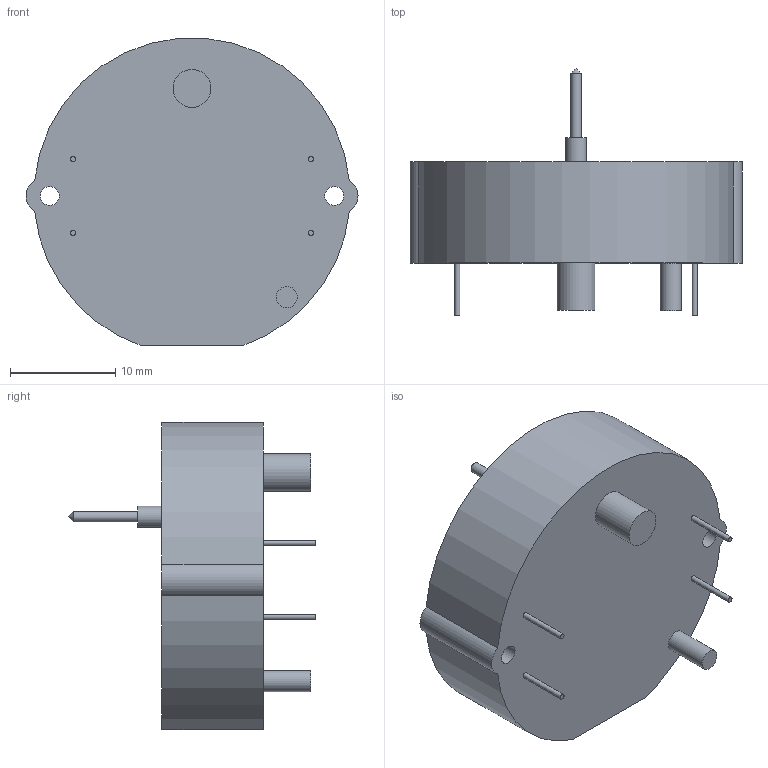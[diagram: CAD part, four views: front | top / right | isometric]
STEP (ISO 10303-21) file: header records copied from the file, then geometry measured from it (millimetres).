
FILE_DESCRIPTION(/* description */ (''),/* implementation_level */ '2;1');
FILE_NAME(/* name */ 'x27168.step',/* time_stamp */ '2019-10-04T21:29:49+02:00',/* author */ (''),/* organization */ (''),/* preprocessor_version */ 'ST-DEVELOPER v18',/* originating_system */ 'Autodesk Translation Framework v8.2.0.1029',/* authorisation */ '');
FILE_SCHEMA (('AUTOMOTIVE_DESIGN { 1 0 10303 214 3 1 1 }'));
Length unit declared in the file: millimetre
Products named in the file (1): x27 168
Bounding box: 31.5 x 23.5 x 29.14 mm (x, y, z)
Volume: 6791.1 mm3; surface area: 2566.8 mm2
Topology: 6 solids, 6 shells, 33 faces, 58 edges, 39 vertices
Faces by surface type: cylinder 15, plane 15, cone 3
Full cylindrical faces by diameter (mm): 0.5 x4, 1 x1, 1.8 x2, 2 x2, 3.6 x1
Entity records: 861 total; most frequent: DIRECTION 161, CARTESIAN_POINT 130, ORIENTED_EDGE 114, AXIS2_PLACEMENT_3D 70, EDGE_CURVE 57, EDGE_LOOP 40, VERTEX_POINT 39, CIRCLE 36
